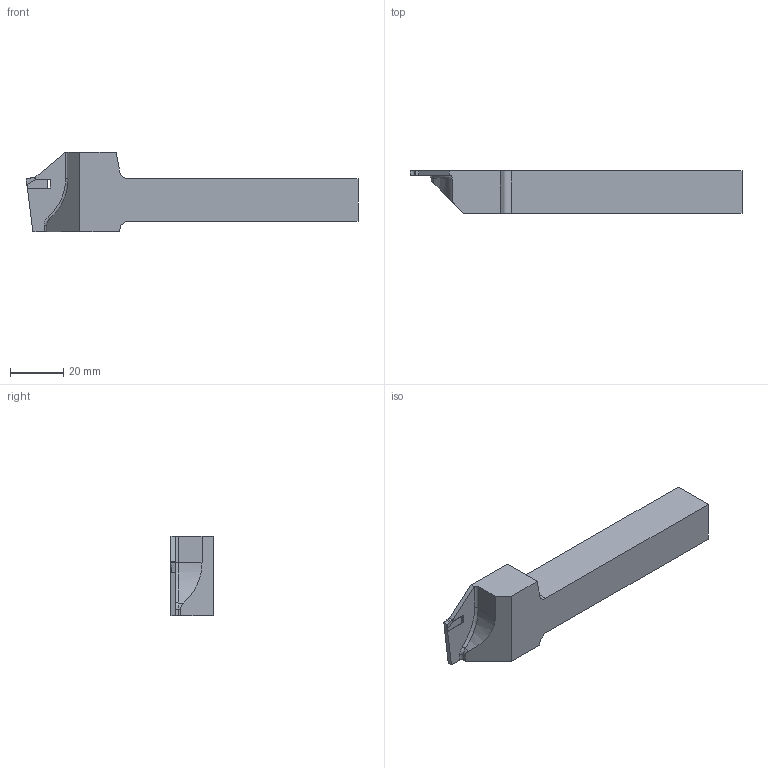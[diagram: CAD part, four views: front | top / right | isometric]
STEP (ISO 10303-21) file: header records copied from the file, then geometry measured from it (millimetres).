
FILE_DESCRIPTION(/* description */ (''),/* implementation_level */ '2;1');
FILE_NAME(/* name */ 'ADKT-151.22-L-1616-2-T15.stp',/* time_stamp */ '2023-10-16T20:47:59+03:00',/* author */ (''),/* organization */ (''),/* preprocessor_version */ 'ST-DEVELOPER v19.4',/* originating_system */ 'SIEMENS PLM Software NX2306.3001',/* authorisation */ '');
FILE_SCHEMA (('AUTOMOTIVE_DESIGN { 1 0 10303 214 3 1 1 1 }'));
Length unit declared in the file: millimetre
Products named in the file (1): ADKT-151.22-R-1616-2-T15-light_objects
Bounding box: 124.91 x 16.13 x 30 mm (x, y, z)
Volume: 33067.4 mm3; surface area: 9147.9 mm2
Topology: 2 solids, 2 shells, 46 faces, 121 edges, 79 vertices
Faces by surface type: plane 32, cylinder 12, torus 2
Entity records: 1608 total; most frequent: CARTESIAN_POINT 280, ORIENTED_EDGE 242, DIRECTION 238, EDGE_CURVE 121, LINE 92, VECTOR 92, VERTEX_POINT 79, AXIS2_PLACEMENT_3D 73
